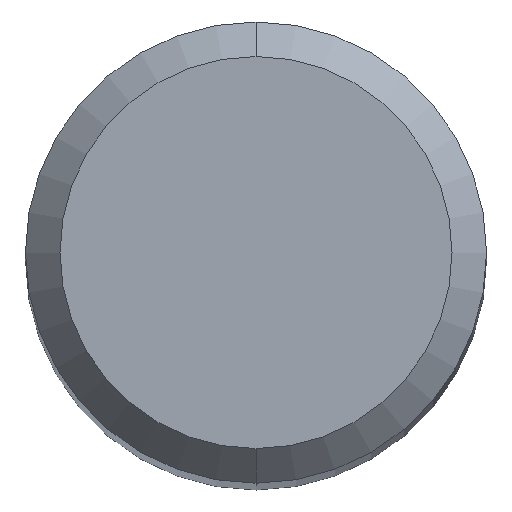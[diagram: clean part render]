
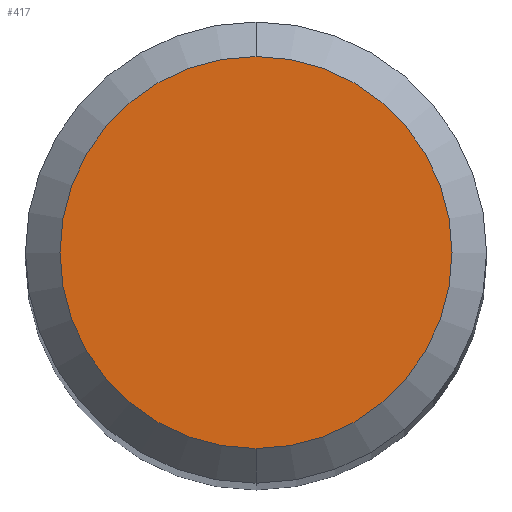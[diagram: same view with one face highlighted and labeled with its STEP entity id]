
A CAD part, top view. The second image highlights one B-rep face of the part: STEP entity #417.
In plain terms, the highlighted planar face has unit normal (0, 0, 1).
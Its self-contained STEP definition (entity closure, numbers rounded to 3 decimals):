
#223=VERTEX_POINT('',#533);
#265=EDGE_CURVE('',#223,#331,#583,.T.);
#331=VERTEX_POINT('',#654);
#381=EDGE_CURVE('',#331,#223,#709,.T.);
#417=ADVANCED_FACE('',(#748),#749,.T.);
#533=CARTESIAN_POINT('',(0.0,1.7,0.0));
#583=CIRCLE('',#1000,1.7);
#654=CARTESIAN_POINT('',(0.,-1.7,0.0));
#709=CIRCLE('',#1274,1.7);
#748=FACE_OUTER_BOUND('',#1324,.T.);
#749=PLANE('',#1325);
#1000=AXIS2_PLACEMENT_3D('',#1573,#1574,#1575);
#1274=AXIS2_PLACEMENT_3D('',#1700,#1701,#1702);
#1324=EDGE_LOOP('',(#1742,#1743));
#1325=AXIS2_PLACEMENT_3D('',#1744,#1745,#1746);
#1573=CARTESIAN_POINT('',(0.0,0.0,0.0));
#1574=DIRECTION('',(0.0,0.0,-1.0));
#1575=DIRECTION('',(0.0,1.0,0.0));
#1700=CARTESIAN_POINT('',(0.0,0.0,0.0));
#1701=DIRECTION('',(0.0,0.0,-1.0));
#1702=DIRECTION('',(0.0,1.0,0.0));
#1742=ORIENTED_EDGE('',*,*,#265,.F.);
#1743=ORIENTED_EDGE('',*,*,#381,.F.);
#1744=CARTESIAN_POINT('',(0.0,0.85,0.0));
#1745=DIRECTION('',(-0.0,0.0,1.0));
#1746=DIRECTION('',(0.0,-1.0,0.0));
